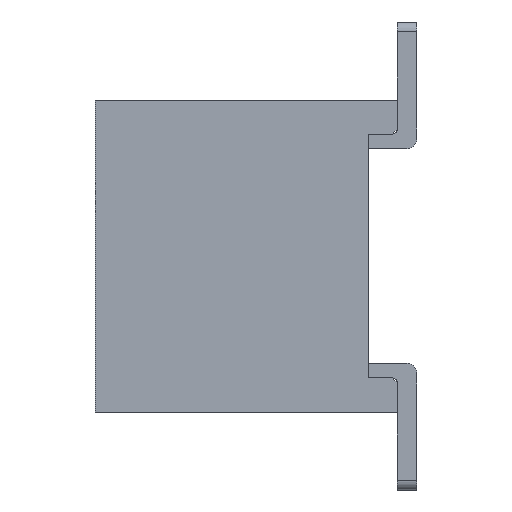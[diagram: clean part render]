
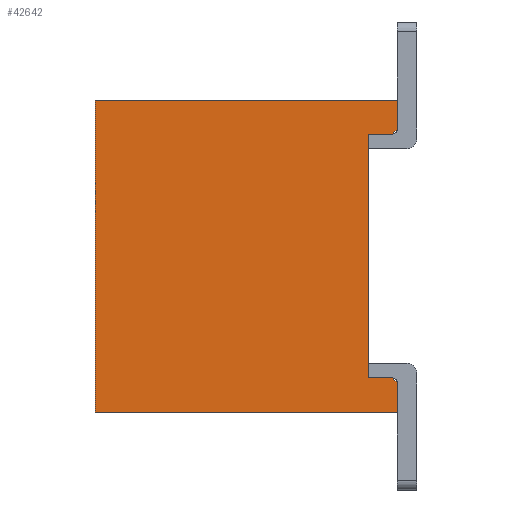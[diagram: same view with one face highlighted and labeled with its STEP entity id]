
A CAD part, left-side view. The second image highlights one B-rep face of the part: STEP entity #42642.
In plain terms, the highlighted planar face has unit normal (-1, 0, 0).
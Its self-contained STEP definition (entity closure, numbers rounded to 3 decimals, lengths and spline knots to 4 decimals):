
#12265=DIRECTION('',(0.,0.,1.));
#12266=VECTOR('',#12265,3.2);
#12267=CARTESIAN_POINT('',(-12.15,3.1,-1.6));
#12268=LINE('',#12267,#12266);
#12777=DIRECTION('',(0.,-0.707,0.707));
#12778=VECTOR('',#12777,0.0707);
#12779=CARTESIAN_POINT('',(-12.15,0.05,1.25));
#12780=LINE('',#12779,#12778);
#12781=DIRECTION('',(0.,1.,0.));
#12782=VECTOR('',#12781,0.25);
#12783=CARTESIAN_POINT('',(-12.15,0.05,1.25));
#12784=LINE('',#12783,#12782);
#12785=DIRECTION('',(0.,0.,1.));
#12786=VECTOR('',#12785,2.5);
#12787=CARTESIAN_POINT('',(-12.15,0.3,-1.25));
#12788=LINE('',#12787,#12786);
#12789=DIRECTION('',(0.,1.,0.));
#12790=VECTOR('',#12789,0.25);
#12791=CARTESIAN_POINT('',(-12.15,0.05,-1.25));
#12792=LINE('',#12791,#12790);
#12793=DIRECTION('',(0.,0.707,0.707));
#12794=VECTOR('',#12793,0.0707);
#12795=CARTESIAN_POINT('',(-12.15,0.,-1.3));
#12796=LINE('',#12795,#12794);
#12797=DIRECTION('',(0.,1.,0.));
#12798=VECTOR('',#12797,3.1);
#12799=CARTESIAN_POINT('',(-12.15,0.,-1.6));
#12800=LINE('',#12799,#12798);
#12829=DIRECTION('',(0.,0.,1.));
#12830=VECTOR('',#12829,0.3);
#12831=CARTESIAN_POINT('',(-12.15,0.,1.3));
#12832=LINE('',#12831,#12830);
#12853=DIRECTION('',(0.,0.,1.));
#12854=VECTOR('',#12853,0.3);
#12855=CARTESIAN_POINT('',(-12.15,0.,-1.6));
#12856=LINE('',#12855,#12854);
#12857=DIRECTION('',(0.,1.,0.));
#12858=VECTOR('',#12857,3.1);
#12859=CARTESIAN_POINT('',(-12.15,0.,1.6));
#12860=LINE('',#12859,#12858);
#19809=CARTESIAN_POINT('',(-12.15,0.,1.6));
#19811=VERTEX_POINT('',#19809);
#19814=CARTESIAN_POINT('',(-12.15,0.,-1.6));
#19816=VERTEX_POINT('',#19814);
#19817=CARTESIAN_POINT('',(-12.15,3.1,-1.6));
#19818=CARTESIAN_POINT('',(-12.15,3.1,1.6));
#19819=VERTEX_POINT('',#19817);
#19820=VERTEX_POINT('',#19818);
#19825=CARTESIAN_POINT('',(-12.15,0.3,-1.25));
#19826=CARTESIAN_POINT('',(-12.15,0.3,1.25));
#19827=VERTEX_POINT('',#19825);
#19828=VERTEX_POINT('',#19826);
#19919=CARTESIAN_POINT('',(-12.15,0.05,1.25));
#19920=VERTEX_POINT('',#19919);
#19921=CARTESIAN_POINT('',(-12.15,0.,1.3));
#19922=VERTEX_POINT('',#19921);
#19923=CARTESIAN_POINT('',(-12.15,0.,-1.3));
#19924=CARTESIAN_POINT('',(-12.15,0.05,-1.25));
#19925=VERTEX_POINT('',#19923);
#19926=VERTEX_POINT('',#19924);
#42619=CARTESIAN_POINT('',(-12.15,0.,-1.6));
#42620=DIRECTION('',(-1.,0.,0.));
#42621=DIRECTION('',(0.,0.,1.));
#42622=AXIS2_PLACEMENT_3D('',#42619,#42620,#42621);
#42623=PLANE('',#42622);
#42625=ORIENTED_EDGE('',*,*,#42624,.F.);
#42626=ORIENTED_EDGE('',*,*,#27108,.T.);
#42627=ORIENTED_EDGE('',*,*,#41258,.F.);
#42628=ORIENTED_EDGE('',*,*,#26406,.F.);
#42630=ORIENTED_EDGE('',*,*,#42629,.F.);
#42632=ORIENTED_EDGE('',*,*,#42631,.F.);
#42634=ORIENTED_EDGE('',*,*,#42633,.T.);
#42635=ORIENTED_EDGE('',*,*,#42358,.T.);
#42637=ORIENTED_EDGE('',*,*,#42636,.F.);
#42639=ORIENTED_EDGE('',*,*,#42638,.F.);
#42640=EDGE_LOOP('',(#42625,#42626,#42627,#42628,#42630,#42632,#42634,#42635,
#42637,#42639));
#42641=FACE_OUTER_BOUND('',#42640,.F.);
#26406=EDGE_CURVE('',#19926,#19827,#12792,.T.);
#27108=EDGE_CURVE('',#19920,#19828,#12784,.T.);
#41258=EDGE_CURVE('',#19827,#19828,#12788,.T.);
#42358=EDGE_CURVE('',#19819,#19820,#12268,.T.);
#42624=EDGE_CURVE('',#19920,#19922,#12780,.T.);
#42629=EDGE_CURVE('',#19925,#19926,#12796,.T.);
#42631=EDGE_CURVE('',#19816,#19925,#12856,.T.);
#42633=EDGE_CURVE('',#19816,#19819,#12800,.T.);
#42636=EDGE_CURVE('',#19811,#19820,#12860,.T.);
#42638=EDGE_CURVE('',#19922,#19811,#12832,.T.);
#42642=ADVANCED_FACE('',(#42641),#42623,.T.);
